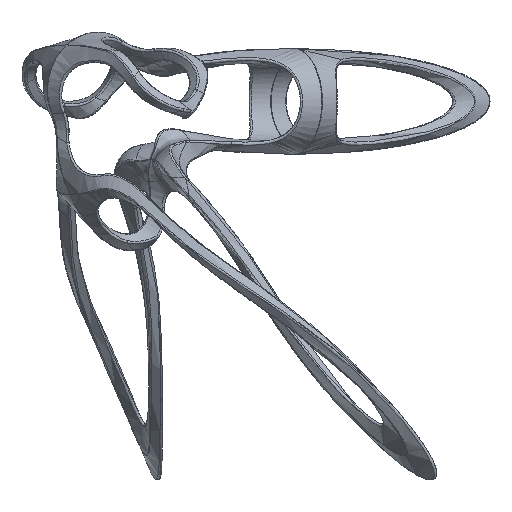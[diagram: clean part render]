
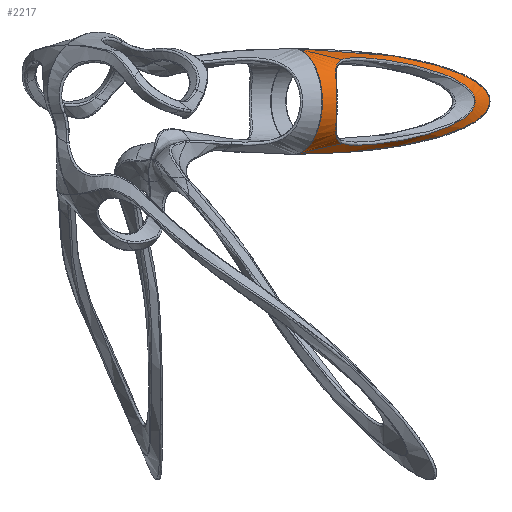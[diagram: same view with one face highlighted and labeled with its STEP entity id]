
A CAD part, front view. The second image highlights one B-rep face of the part: STEP entity #2217.
In plain terms, the highlighted free-form (B-spline) face has degree [2, 1] with [5, 2] control points.
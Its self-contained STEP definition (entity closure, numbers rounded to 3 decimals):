
#408 = VERTEX_POINT('',#409);
#409 = CARTESIAN_POINT('',(-50.677,-31.842,
    104.405));
#410 = VERTEX_POINT('',#411);
#411 = CARTESIAN_POINT('',(-50.677,-31.842,
    147.902));
#1934 = VERTEX_POINT('',#1935);
#1935 = CARTESIAN_POINT('',(-21.326,-19.974,
    144.047));
#1941 = EDGE_CURVE('',#1934,#1934,#1942,.T.);
#1942 = B_SPLINE_CURVE_WITH_KNOTS('',3,(#1943,#1944,#1945,#1946,#1947,
    #1948,#1949,#1950,#1951,#1952,#1953,#1954,#1955,#1956,#1957,#1958,
    #1959,#1960,#1961,#1962,#1963,#1964,#1965,#1966,#1967,#1968,#1969,
    #1970,#1971,#1972,#1973,#1974,#1975,#1976),.UNSPECIFIED.,.T.,.F.,(1,
    3,1,1,1,1,1,1,1,1,1,1,1,1,1,1,1,1,1,1,1,1,1,1,1,1,1,1,1,1,1,1,3,1),(
    -0.876,0.,0.438,0.657,0.876,
    1.095,1.315,1.753,2.337,
    2.921,3.213,3.505,3.798,
    4.09,4.674,5.842,7.011,
    7.595,7.887,8.179,8.277,
    8.374,8.472,8.569,8.764,
    8.837,8.91,9.056,9.348,
    9.932,10.516,11.393,12.269,
    12.707),.UNSPECIFIED.);
#1943 = CARTESIAN_POINT('',(-21.324,-19.975,
    144.046));
#1944 = CARTESIAN_POINT('',(-23.084,-21.531,
    144.146));
#1945 = CARTESIAN_POINT('',(-25.65,-23.957,
    144.211));
#1946 = CARTESIAN_POINT('',(-28.692,-27.54,
    143.95));
#1947 = CARTESIAN_POINT('',(-30.671,-30.444,
    143.482));
#1948 = CARTESIAN_POINT('',(-32.171,-33.548,
    142.577));
#1949 = CARTESIAN_POINT('',(-33.323,-37.762,
    140.55));
#1950 = CARTESIAN_POINT('',(-33.214,-42.839,
    135.684));
#1951 = CARTESIAN_POINT('',(-32.568,-45.571,
    126.857));
#1952 = CARTESIAN_POINT('',(-33.043,-43.676,
    118.675));
#1953 = CARTESIAN_POINT('',(-33.338,-39.733,
    113.481));
#1954 = CARTESIAN_POINT('',(-32.933,-35.799,
    110.634));
#1955 = CARTESIAN_POINT('',(-31.365,-31.542,
    109.029));
#1956 = CARTESIAN_POINT('',(-27.95,-26.298,
    108.109));
#1957 = CARTESIAN_POINT('',(-20.134,-18.493,
    108.117));
#1958 = CARTESIAN_POINT('',(-7.65,-9.133,109.661
    ));
#1959 = CARTESIAN_POINT('',(4.972,-0.459,
    112.541));
#1960 = CARTESIAN_POINT('',(13.851,5.417,
    115.93));
#1961 = CARTESIAN_POINT('',(18.617,8.547,
    118.597));
#1962 = CARTESIAN_POINT('',(21.226,10.248,
    120.641));
#1963 = CARTESIAN_POINT('',(22.775,11.256,
    122.568));
#1964 = CARTESIAN_POINT('',(23.522,11.741,
    123.913));
#1965 = CARTESIAN_POINT('',(23.965,12.029,
    125.462));
#1966 = CARTESIAN_POINT('',(23.904,11.989,
    127.67));
#1967 = CARTESIAN_POINT('',(23.001,11.403,
    129.454));
#1968 = CARTESIAN_POINT('',(21.924,10.702,
    130.794));
#1969 = CARTESIAN_POINT('',(20.913,10.044,
    131.837));
#1970 = CARTESIAN_POINT('',(18.998,8.794,
    133.417));
#1971 = CARTESIAN_POINT('',(14.859,6.084,
    135.91));
#1972 = CARTESIAN_POINT('',(8.624,1.957,
    138.442));
#1973 = CARTESIAN_POINT('',(-0.258,-4.038,
    141.011));
#1974 = CARTESIAN_POINT('',(-10.36,-11.134,
    142.984));
#1975 = CARTESIAN_POINT('',(-17.803,-16.863,
    143.845));
#1976 = CARTESIAN_POINT('',(-21.324,-19.975,
    144.046));
#2217 = ADVANCED_FACE('',(#2218,#2236),#2239,.T.);
#2218 = FACE_BOUND('',#2219,.T.);
#2219 = EDGE_LOOP('',(#2220,#2228));
#2220 = ORIENTED_EDGE('',*,*,#2221,.F.);
#2221 = EDGE_CURVE('',#408,#410,#2222,.T.);
#2222 = ( BOUNDED_CURVE() B_SPLINE_CURVE(2,(#2223,#2224,#2225,#2226,
#2227),.UNSPECIFIED.,.F.,.F.) B_SPLINE_CURVE_WITH_KNOTS((3,2,3),(
    4.712,6.283,7.854),
.PIECEWISE_BEZIER_KNOTS.) CURVE() GEOMETRIC_REPRESENTATION_ITEM() 
RATIONAL_B_SPLINE_CURVE((1.,0.707,1.,0.707,1.)) 
REPRESENTATION_ITEM('') );
#2223 = CARTESIAN_POINT('',(-50.677,-31.842,
    104.405));
#2224 = CARTESIAN_POINT('',(-38.692,-50.614,
    104.405));
#2225 = CARTESIAN_POINT('',(-38.692,-50.614,
    126.154));
#2226 = CARTESIAN_POINT('',(-38.692,-50.614,
    147.902));
#2227 = CARTESIAN_POINT('',(-50.677,-31.842,
    147.902));
#2228 = ORIENTED_EDGE('',*,*,#2229,.F.);
#2229 = EDGE_CURVE('',#410,#408,#2230,.T.);
#2230 = ( BOUNDED_CURVE() B_SPLINE_CURVE(2,(#2231,#2232,#2233,#2234,
#2235),.UNSPECIFIED.,.F.,.F.) B_SPLINE_CURVE_WITH_KNOTS((3,2,3),(
    4.712,6.283,7.854),
.PIECEWISE_BEZIER_KNOTS.) CURVE() GEOMETRIC_REPRESENTATION_ITEM() 
RATIONAL_B_SPLINE_CURVE((1.,0.707,1.,0.707,1.)) 
REPRESENTATION_ITEM('') );
#2231 = CARTESIAN_POINT('',(-50.677,-31.842,
    147.902));
#2232 = CARTESIAN_POINT('',(29.832,17.91,
    147.902));
#2233 = CARTESIAN_POINT('',(29.832,17.91,
    126.154));
#2234 = CARTESIAN_POINT('',(29.832,17.91,
    104.405));
#2235 = CARTESIAN_POINT('',(-50.677,-31.842,
    104.405));
#2236 = FACE_BOUND('',#2237,.T.);
#2237 = EDGE_LOOP('',(#2238));
#2238 = ORIENTED_EDGE('',*,*,#1941,.F.);
#2239 = ( BOUNDED_SURFACE() B_SPLINE_SURFACE(2,1,(
    (#2240,#2241)
    ,(#2242,#2243)
    ,(#2244,#2245)
    ,(#2246,#2247)
    ,(#2248,#2249
)),.UNSPECIFIED.,.F.,.F.,.F.) B_SPLINE_SURFACE_WITH_KNOTS((3,2,3),(2,2),
  (-0.615,0.955,2.526),(-43.565,
23.5),.UNSPECIFIED.) GEOMETRIC_REPRESENTATION_ITEM() 
RATIONAL_B_SPLINE_SURFACE((
    (1.,1.)
    ,(0.707,0.707)
    ,(1.,1.)
    ,(0.707,0.707)
,(1.,1.))) REPRESENTATION_ITEM('') SURFACE() );
#2240 = CARTESIAN_POINT('',(-54.081,-35.247,
    147.902));
#2241 = CARTESIAN_POINT('',(14.676,33.51,
    147.902));
#2242 = CARTESIAN_POINT('',(-38.703,-50.625,
    147.902));
#2243 = CARTESIAN_POINT('',(30.054,18.132,
    147.902));
#2244 = CARTESIAN_POINT('',(-38.703,-50.625,
    126.154));
#2245 = CARTESIAN_POINT('',(30.054,18.132,
    126.154));
#2246 = CARTESIAN_POINT('',(-38.703,-50.625,
    104.405));
#2247 = CARTESIAN_POINT('',(30.054,18.132,
    104.405));
#2248 = CARTESIAN_POINT('',(-54.081,-35.247,
    104.405));
#2249 = CARTESIAN_POINT('',(14.676,33.51,
    104.405));
